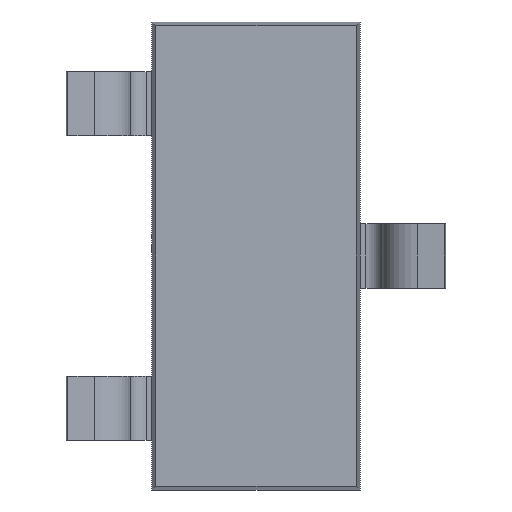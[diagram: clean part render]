
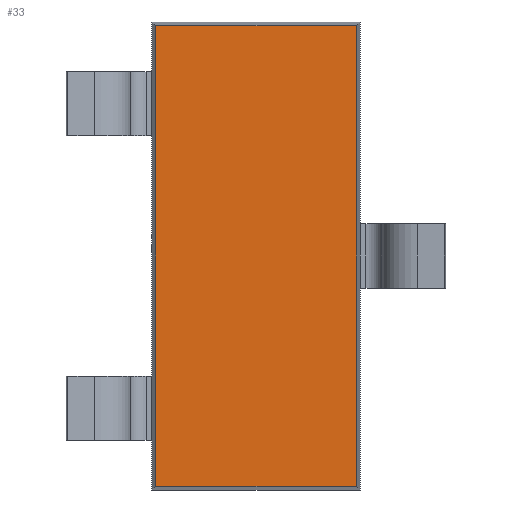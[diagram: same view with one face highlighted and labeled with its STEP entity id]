
A CAD part, front view. The second image highlights one B-rep face of the part: STEP entity #33.
In plain terms, the highlighted planar face has unit normal (0, -1, 0).
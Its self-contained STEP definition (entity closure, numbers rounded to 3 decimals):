
#33 = ADVANCED_FACE ( 'NONE', ( #954 ), #70, .T. ) ;
#70 = PLANE ( 'NONE',  #1807 ) ;
#145 = ORIENTED_EDGE ( 'NONE', *, *, #386, .T. ) ;
#176 = VECTOR ( 'NONE', #422, 1000. ) ;
#303 = CARTESIAN_POINT ( 'NONE',  ( 0.626, 0.1, -1.436 ) ) ;
#386 = EDGE_CURVE ( 'NONE', #1292, #773, #1798, .T. ) ;
#422 = DIRECTION ( 'NONE',  ( 1., 0., 0. ) ) ;
#445 = CARTESIAN_POINT ( 'NONE',  ( -0.626, 0.1, 1.436 ) ) ;
#511 = EDGE_CURVE ( 'NONE', #773, #628, #1883, .T. ) ;
#604 = VECTOR ( 'NONE', #658, 1000. ) ;
#617 = DIRECTION ( 'NONE',  ( 0., 0., -1. ) ) ;
#627 = VECTOR ( 'NONE', #617, 1000. ) ;
#628 = VERTEX_POINT ( 'NONE', #1866 ) ;
#658 = DIRECTION ( 'NONE',  ( 0., 0., 1. ) ) ;
#666 = VERTEX_POINT ( 'NONE', #303 ) ;
#773 = VERTEX_POINT ( 'NONE', #445 ) ;
#894 = EDGE_LOOP ( 'NONE', ( #917, #145, #1650, #1706 ) ) ;
#917 = ORIENTED_EDGE ( 'NONE', *, *, #1086, .T. ) ;
#941 = DIRECTION ( 'NONE',  ( 0., -1., 0. ) ) ;
#954 = FACE_OUTER_BOUND ( 'NONE', #894, .T. ) ;
#1035 = CARTESIAN_POINT ( 'NONE',  ( -0.626, 0.1, 1.46 ) ) ;
#1047 = VECTOR ( 'NONE', #1765, 1000. ) ;
#1086 = EDGE_CURVE ( 'NONE', #666, #1292, #1589, .T. ) ;
#1292 = VERTEX_POINT ( 'NONE', #1492 ) ;
#1301 = CARTESIAN_POINT ( 'NONE',  ( -0.65, 0.1, -1.436 ) ) ;
#1391 = CARTESIAN_POINT ( 'NONE',  ( 0.626, 0.1, -1.46 ) ) ;
#1492 = CARTESIAN_POINT ( 'NONE',  ( 0.626, 0.1, 1.436 ) ) ;
#1589 = LINE ( 'NONE', #1391, #604 ) ;
#1650 = ORIENTED_EDGE ( 'NONE', *, *, #511, .T. ) ;
#1706 = ORIENTED_EDGE ( 'NONE', *, *, #1793, .T. ) ;
#1708 = LINE ( 'NONE', #1301, #176 ) ;
#1755 = CARTESIAN_POINT ( 'NONE',  ( 0.65, 0.1, 1.436 ) ) ;
#1765 = DIRECTION ( 'NONE',  ( -1., 0., 0. ) ) ;
#1793 = EDGE_CURVE ( 'NONE', #628, #666, #1708, .T. ) ;
#1798 = LINE ( 'NONE', #1755, #1047 ) ;
#1807 = AXIS2_PLACEMENT_3D ( 'NONE', #1811, #941, #1827 ) ;
#1811 = CARTESIAN_POINT ( 'NONE',  ( 0., 0.1, 0. ) ) ;
#1827 = DIRECTION ( 'NONE',  ( 1., 0., 0. ) ) ;
#1866 = CARTESIAN_POINT ( 'NONE',  ( -0.626, 0.1, -1.436 ) ) ;
#1883 = LINE ( 'NONE', #1035, #627 ) ;
